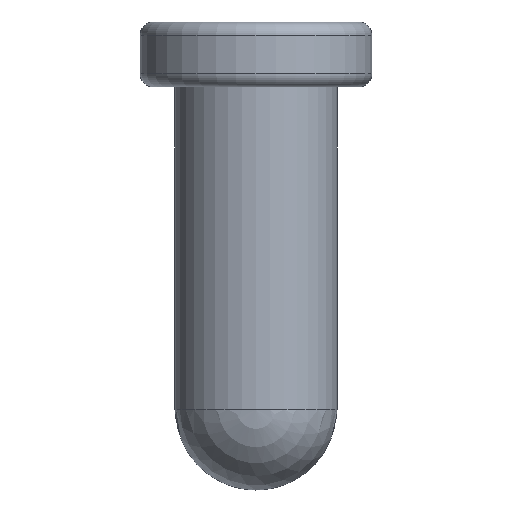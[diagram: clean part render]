
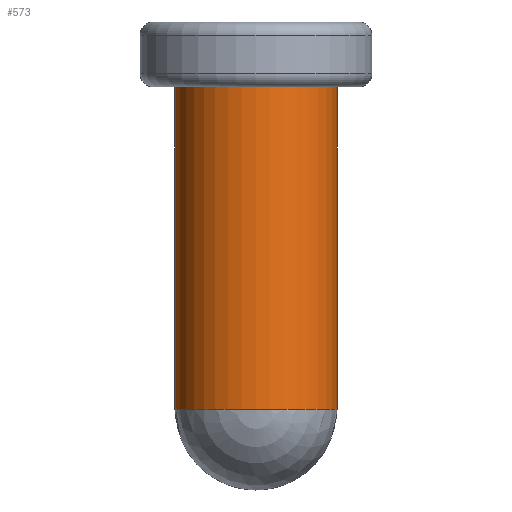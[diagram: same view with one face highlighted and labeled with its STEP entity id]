
A CAD part, front view. The second image highlights one B-rep face of the part: STEP entity #573.
In plain terms, the highlighted cylindrical face has radius 1.111 mm (diameter 2.223 mm), a partial arc.
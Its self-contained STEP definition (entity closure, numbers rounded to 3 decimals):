
#532=CARTESIAN_POINT('',(0.0,0.006,-2.21));
#533=DIRECTION('',(0.0,0.0,1.0));
#534=DIRECTION('',(1.0,0.0,0.0));
#535=AXIS2_PLACEMENT_3D('',#532,#533,#534);
#536=CYLINDRICAL_SURFACE('',#535,1.111);
#537=CARTESIAN_POINT('',(1.111,0.006,0.0));
#538=VERTEX_POINT('',#537);
#539=CARTESIAN_POINT('',(1.111,0.006,-4.42));
#540=VERTEX_POINT('',#539);
#541=CARTESIAN_POINT('',(1.111,0.006,0.0));
#542=DIRECTION('',(0.0,0.0,-1.0));
#543=VECTOR('',#542,4.42);
#544=LINE('',#541,#543);
#545=EDGE_CURVE('',#538,#540,#544,.T.);
#546=ORIENTED_EDGE('',*,*,#545,.F.);
#547=CARTESIAN_POINT('',(-1.111,0.006,0.0));
#548=VERTEX_POINT('',#547);
#549=CARTESIAN_POINT('',(0.0,0.006,0.0));
#550=DIRECTION('',(0.0,0.0,1.0));
#551=DIRECTION('',(1.0,0.0,0.0));
#552=AXIS2_PLACEMENT_3D('',#549,#550,#551);
#553=CIRCLE('',#552,1.111);
#554=EDGE_CURVE('',#548,#538,#553,.T.);
#555=ORIENTED_EDGE('',*,*,#554,.F.);
#556=CARTESIAN_POINT('',(-1.111,0.006,-4.42));
#557=VERTEX_POINT('',#556);
#558=CARTESIAN_POINT('',(-1.111,0.006,0.0));
#559=DIRECTION('',(0.0,0.0,-1.0));
#560=VECTOR('',#559,4.42);
#561=LINE('',#558,#560);
#562=EDGE_CURVE('',#548,#557,#561,.T.);
#563=ORIENTED_EDGE('',*,*,#562,.T.);
#564=CARTESIAN_POINT('',(0.0,0.006,-4.42));
#565=DIRECTION('',(0.0,0.0,-1.0));
#566=DIRECTION('',(1.0,0.0,0.0));
#567=AXIS2_PLACEMENT_3D('',#564,#565,#566);
#568=CIRCLE('',#567,1.111);
#569=EDGE_CURVE('',#540,#557,#568,.T.);
#570=ORIENTED_EDGE('',*,*,#569,.F.);
#571=EDGE_LOOP('',(#546,#555,#563,#570));
#572=FACE_OUTER_BOUND('',#571,.T.);
#573=ADVANCED_FACE('',(#572),#536,.T.);
